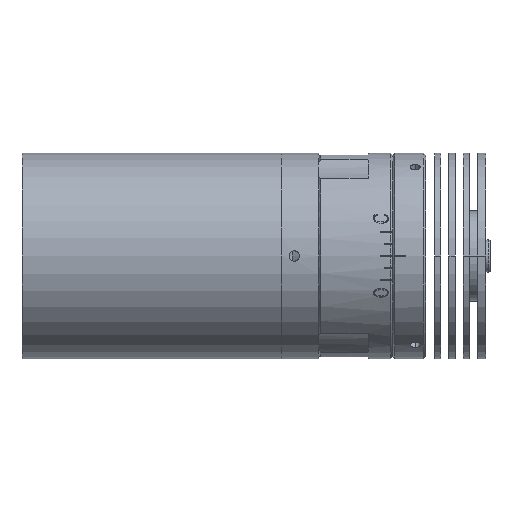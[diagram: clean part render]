
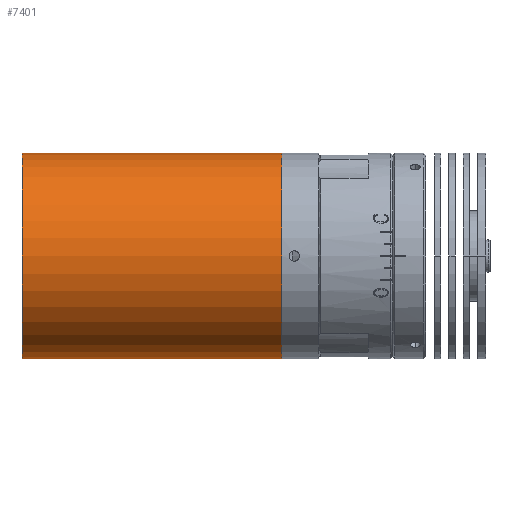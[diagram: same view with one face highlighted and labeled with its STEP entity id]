
A CAD part, front view. The second image highlights one B-rep face of the part: STEP entity #7401.
In plain terms, the highlighted cylindrical face has radius 25 mm (diameter 50 mm), a partial arc.
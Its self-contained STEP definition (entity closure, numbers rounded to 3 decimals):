
#80 = CARTESIAN_POINT ( 'NONE',  ( 63.308, 0., 0. ) ) ;
#120 = VECTOR ( 'NONE', #216, 1000. ) ;
#216 = DIRECTION ( 'NONE',  ( -1., 0., 0. ) ) ;
#932 = DIRECTION ( 'NONE',  ( 0., 0., 1. ) ) ;
#1057 = CARTESIAN_POINT ( 'NONE',  ( 0., 0., 0. ) ) ;
#1572 = EDGE_CURVE ( 'NONE', #9124, #3213, #10281, .T. ) ;
#1900 = DIRECTION ( 'NONE',  ( 0., 0., 1. ) ) ;
#2245 = ORIENTED_EDGE ( 'NONE', *, *, #4830, .F. ) ;
#2582 = CARTESIAN_POINT ( 'NONE',  ( 63.308, 0., -25. ) ) ;
#2644 = VECTOR ( 'NONE', #2664, 1000. ) ;
#2664 = DIRECTION ( 'NONE',  ( -1., 0., 0. ) ) ;
#2675 = ORIENTED_EDGE ( 'NONE', *, *, #5769, .F. ) ;
#3158 = LINE ( 'NONE', #9426, #120 ) ;
#3169 = CIRCLE ( 'NONE', #7379, 25. ) ;
#3213 = VERTEX_POINT ( 'NONE', #3600 ) ;
#3225 = AXIS2_PLACEMENT_3D ( 'NONE', #80, #5978, #932 ) ;
#3262 = AXIS2_PLACEMENT_3D ( 'NONE', #7380, #7412, #4855 ) ;
#3507 = ORIENTED_EDGE ( 'NONE', *, *, #9183, .T. ) ;
#3600 = CARTESIAN_POINT ( 'NONE',  ( 63.308, 0., 25. ) ) ;
#4657 = CARTESIAN_POINT ( 'NONE',  ( 0., 0., 25. ) ) ;
#4830 = EDGE_CURVE ( 'NONE', #10843, #5976, #3169, .T. ) ;
#4855 = DIRECTION ( 'NONE',  ( 0., 0., 1. ) ) ;
#4894 = LINE ( 'NONE', #5170, #2644 ) ;
#5170 = CARTESIAN_POINT ( 'NONE',  ( -61.601, 0., 25. ) ) ;
#5301 = CARTESIAN_POINT ( 'NONE',  ( 0., 0., -25. ) ) ;
#5769 = EDGE_CURVE ( 'NONE', #9124, #10843, #3158, .T. ) ;
#5976 = VERTEX_POINT ( 'NONE', #4657 ) ;
#5978 = DIRECTION ( 'NONE',  ( -1., 0., 0. ) ) ;
#6486 = ORIENTED_EDGE ( 'NONE', *, *, #1572, .T. ) ;
#6925 = DIRECTION ( 'NONE',  ( -1., 0., 0. ) ) ;
#7379 = AXIS2_PLACEMENT_3D ( 'NONE', #1057, #6925, #1900 ) ;
#7380 = CARTESIAN_POINT ( 'NONE',  ( -61.601, 0., 0. ) ) ;
#7401 = ADVANCED_FACE ( 'NONE', ( #10661 ), #10399, .T. ) ;
#7412 = DIRECTION ( 'NONE',  ( -1., 0., 0. ) ) ;
#9124 = VERTEX_POINT ( 'NONE', #2582 ) ;
#9183 = EDGE_CURVE ( 'NONE', #3213, #5976, #4894, .T. ) ;
#9426 = CARTESIAN_POINT ( 'NONE',  ( -61.601, 0., -25. ) ) ;
#9646 = EDGE_LOOP ( 'NONE', ( #2675, #6486, #3507, #2245 ) ) ;
#10281 = CIRCLE ( 'NONE', #3225, 25. ) ;
#10399 = CYLINDRICAL_SURFACE ( 'NONE', #3262, 25. ) ;
#10661 = FACE_OUTER_BOUND ( 'NONE', #9646, .T. ) ;
#10843 = VERTEX_POINT ( 'NONE', #5301 ) ;
